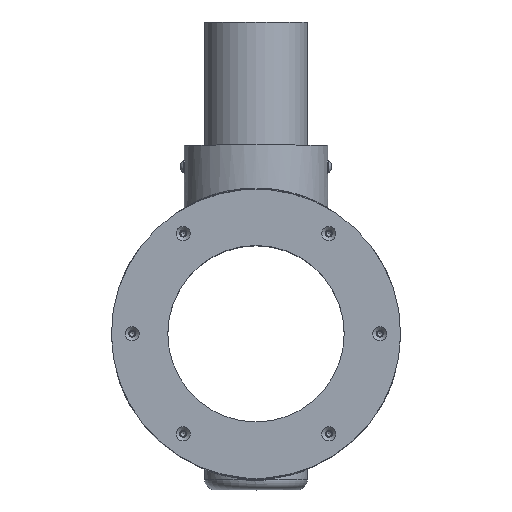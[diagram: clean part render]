
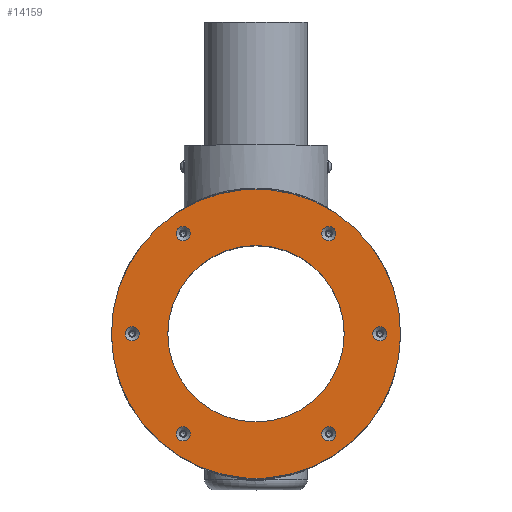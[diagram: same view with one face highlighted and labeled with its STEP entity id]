
A CAD part, top view. The second image highlights one B-rep face of the part: STEP entity #14159.
In plain terms, the highlighted planar face has unit normal (0, 0, 1).
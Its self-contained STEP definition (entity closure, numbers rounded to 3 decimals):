
#124 = DIRECTION ( 'NONE',  ( 0., 0., 1. ) ) ;
#213 = CARTESIAN_POINT ( 'NONE',  ( 87.039, 164.185, 189.456 ) ) ;
#992 = CIRCLE ( 'NONE', #4448, 3.47 ) ;
#1217 = EDGE_CURVE ( 'NONE', #12519, #12519, #16345, .T. ) ;
#1743 = EDGE_CURVE ( 'NONE', #13172, #13172, #19623, .T. ) ;
#1755 = DIRECTION ( 'NONE',  ( 0., 0., 1. ) ) ;
#1923 = CARTESIAN_POINT ( 'NONE',  ( 51.566, 44.861, 189.456 ) ) ;
#2251 = VERTEX_POINT ( 'NONE', #23836 ) ;
#2789 = ORIENTED_EDGE ( 'NONE', *, *, #28441, .F. ) ;
#2795 = CARTESIAN_POINT ( 'NONE',  ( 87.039, 93.685, 189.456 ) ) ;
#3184 = DIRECTION ( 'NONE',  ( 1., 0., 0. ) ) ;
#3441 = EDGE_CURVE ( 'NONE', #25588, #8762, #6787, .T. ) ;
#3662 = CARTESIAN_POINT ( 'NONE',  ( 87.039, 158.245, 189.456 ) ) ;
#3957 = AXIS2_PLACEMENT_3D ( 'NONE', #33144, #19452, #30441 ) ;
#4028 = FACE_BOUND ( 'NONE', #34986, .T. ) ;
#4445 = VERTEX_POINT ( 'NONE', #15799 ) ;
#4448 = AXIS2_PLACEMENT_3D ( 'NONE', #13270, #22021, #10752 ) ;
#4569 = CIRCLE ( 'NONE', #5142, 70.5 ) ;
#5142 = AXIS2_PLACEMENT_3D ( 'NONE', #6235, #26004, #34293 ) ;
#5337 = DIRECTION ( 'NONE',  ( 1., 0., 0. ) ) ;
#5466 = DIRECTION ( 'NONE',  ( 0., 0., -1. ) ) ;
#6235 = CARTESIAN_POINT ( 'NONE',  ( 87.039, 93.685, 189.456 ) ) ;
#6260 = CARTESIAN_POINT ( 'NONE',  ( 147.389, 93.685, 189.456 ) ) ;
#6740 = FACE_BOUND ( 'NONE', #15382, .T. ) ;
#6751 = ORIENTED_EDGE ( 'NONE', *, *, #1743, .F. ) ;
#6787 = CIRCLE ( 'NONE', #7949, 70.5 ) ;
#6999 = CIRCLE ( 'NONE', #16888, 43. ) ;
#7045 = DIRECTION ( 'NONE',  ( 0., 0., -1. ) ) ;
#7403 = CARTESIAN_POINT ( 'NONE',  ( 92.934, 163.938, 189.456 ) ) ;
#7524 = CARTESIAN_POINT ( 'NONE',  ( 55.036, 44.861, 189.456 ) ) ;
#7643 = AXIS2_PLACEMENT_3D ( 'NONE', #6260, #14633, #3184 ) ;
#7916 = CARTESIAN_POINT ( 'NONE',  ( 125.981, 142.509, 189.456 ) ) ;
#7949 = AXIS2_PLACEMENT_3D ( 'NONE', #32983, #5466, #25045 ) ;
#8012 = ORIENTED_EDGE ( 'NONE', *, *, #11940, .F. ) ;
#8761 = EDGE_LOOP ( 'NONE', ( #32172 ) ) ;
#8762 = VERTEX_POINT ( 'NONE', #31164 ) ;
#8969 = CARTESIAN_POINT ( 'NONE',  ( 87.039, 93.685, 189.456 ) ) ;
#9116 = FACE_BOUND ( 'NONE', #8761, .T. ) ;
#9561 = VERTEX_POINT ( 'NONE', #12088 ) ;
#10393 = CARTESIAN_POINT ( 'NONE',  ( 87.039, 23.185, 189.456 ) ) ;
#10399 = AXIS2_PLACEMENT_3D ( 'NONE', #8969, #20070, #14606 ) ;
#10752 = DIRECTION ( 'NONE',  ( 1., 0., 0. ) ) ;
#10847 = AXIS2_PLACEMENT_3D ( 'NONE', #27122, #24427, #15554 ) ;
#11529 = ORIENTED_EDGE ( 'NONE', *, *, #1217, .F. ) ;
#11896 = ORIENTED_EDGE ( 'NONE', *, *, #19502, .F. ) ;
#11940 = EDGE_CURVE ( 'NONE', #32887, #32887, #992, .T. ) ;
#12088 = CARTESIAN_POINT ( 'NONE',  ( 44.039, 93.685, 189.456 ) ) ;
#12122 = VERTEX_POINT ( 'NONE', #213 ) ;
#12471 = AXIS2_PLACEMENT_3D ( 'NONE', #1923, #1755, #20837 ) ;
#12519 = VERTEX_POINT ( 'NONE', #23577 ) ;
#13172 = VERTEX_POINT ( 'NONE', #27127 ) ;
#13237 = DIRECTION ( 'NONE',  ( 0., 0., 1. ) ) ;
#13270 = CARTESIAN_POINT ( 'NONE',  ( 122.511, 142.509, 189.456 ) ) ;
#14159 = ADVANCED_FACE ( 'NONE', ( #6740, #17312, #4028, #34075, #28140, #25423, #9116, #25608 ), #34251, .F. ) ;
#14606 = DIRECTION ( 'NONE',  ( 1., 0., 0. ) ) ;
#14633 = DIRECTION ( 'NONE',  ( 0., 0., 1. ) ) ;
#15174 = EDGE_CURVE ( 'NONE', #8762, #12122, #33193, .T. ) ;
#15382 = EDGE_LOOP ( 'NONE', ( #20220 ) ) ;
#15523 = CARTESIAN_POINT ( 'NONE',  ( 82.049, 23.362, 189.456 ) ) ;
#15554 = DIRECTION ( 'NONE',  ( 1., 0., 0. ) ) ;
#15799 = CARTESIAN_POINT ( 'NONE',  ( 92.028, 23.362, 189.456 ) ) ;
#16105 = VERTEX_POINT ( 'NONE', #7403 ) ;
#16345 = CIRCLE ( 'NONE', #7643, 3.47 ) ;
#16449 = CIRCLE ( 'NONE', #25700, 3.47 ) ;
#16803 = DIRECTION ( 'NONE',  ( 0., 0., -1. ) ) ;
#16888 = AXIS2_PLACEMENT_3D ( 'NONE', #33262, #124, #19043 ) ;
#17102 = EDGE_LOOP ( 'NONE', ( #28052 ) ) ;
#17312 = FACE_BOUND ( 'NONE', #26882, .T. ) ;
#18980 = CARTESIAN_POINT ( 'NONE',  ( 30.159, 93.685, 189.456 ) ) ;
#19043 = DIRECTION ( 'NONE',  ( -1., 0., 0. ) ) ;
#19452 = DIRECTION ( 'NONE',  ( 0., 0., 1. ) ) ;
#19484 = AXIS2_PLACEMENT_3D ( 'NONE', #3662, #28859, #23077 ) ;
#19502 = EDGE_CURVE ( 'NONE', #9561, #9561, #6999, .T. ) ;
#19537 = DIRECTION ( 'NONE',  ( 1., 0., 0. ) ) ;
#19623 = CIRCLE ( 'NONE', #3957, 3.47 ) ;
#20070 = DIRECTION ( 'NONE',  ( 0., 0., -1. ) ) ;
#20160 = EDGE_CURVE ( 'NONE', #16105, #4445, #20921, .T. ) ;
#20220 = ORIENTED_EDGE ( 'NONE', *, *, #27288, .F. ) ;
#20837 = DIRECTION ( 'NONE',  ( 1., 0., 0. ) ) ;
#20921 = CIRCLE ( 'NONE', #30680, 70.5 ) ;
#21815 = DIRECTION ( 'NONE',  ( 1., 0., 0. ) ) ;
#22021 = DIRECTION ( 'NONE',  ( 0., 0., 1. ) ) ;
#23077 = DIRECTION ( 'NONE',  ( -1., 0., 0. ) ) ;
#23577 = CARTESIAN_POINT ( 'NONE',  ( 150.859, 93.685, 189.456 ) ) ;
#23836 = CARTESIAN_POINT ( 'NONE',  ( 125.981, 44.861, 189.456 ) ) ;
#23902 = DIRECTION ( 'NONE',  ( 1., 0., 0. ) ) ;
#24247 = CIRCLE ( 'NONE', #34063, 70.5 ) ;
#24393 = VERTEX_POINT ( 'NONE', #18980 ) ;
#24427 = DIRECTION ( 'NONE',  ( 0., 0., 1. ) ) ;
#24582 = EDGE_CURVE ( 'NONE', #29779, #29779, #26927, .T. ) ;
#24612 = EDGE_LOOP ( 'NONE', ( #11896 ) ) ;
#25045 = DIRECTION ( 'NONE',  ( 1., 0., 0. ) ) ;
#25423 = FACE_BOUND ( 'NONE', #28964, .T. ) ;
#25588 = VERTEX_POINT ( 'NONE', #15523 ) ;
#25608 = FACE_BOUND ( 'NONE', #17102, .T. ) ;
#25700 = AXIS2_PLACEMENT_3D ( 'NONE', #32950, #13237, #21815 ) ;
#25888 = CIRCLE ( 'NONE', #10847, 3.47 ) ;
#26004 = DIRECTION ( 'NONE',  ( 0., 0., -1. ) ) ;
#26151 = ORIENTED_EDGE ( 'NONE', *, *, #20160, .F. ) ;
#26882 = EDGE_LOOP ( 'NONE', ( #8012 ) ) ;
#26927 = CIRCLE ( 'NONE', #12471, 3.47 ) ;
#27122 = CARTESIAN_POINT ( 'NONE',  ( 122.511, 44.861, 189.456 ) ) ;
#27127 = CARTESIAN_POINT ( 'NONE',  ( 55.036, 142.509, 189.456 ) ) ;
#27288 = EDGE_CURVE ( 'NONE', #2251, #2251, #25888, .T. ) ;
#27941 = EDGE_LOOP ( 'NONE', ( #32197, #34829, #32085, #31110, #2789, #26151 ) ) ;
#28041 = AXIS2_PLACEMENT_3D ( 'NONE', #28986, #7045, #23902 ) ;
#28052 = ORIENTED_EDGE ( 'NONE', *, *, #34554, .F. ) ;
#28140 = FACE_OUTER_BOUND ( 'NONE', #27941, .T. ) ;
#28441 = EDGE_CURVE ( 'NONE', #4445, #30855, #24247, .T. ) ;
#28859 = DIRECTION ( 'NONE',  ( 0., 0., -1. ) ) ;
#28964 = EDGE_LOOP ( 'NONE', ( #11529 ) ) ;
#28986 = CARTESIAN_POINT ( 'NONE',  ( 87.039, 93.685, 189.456 ) ) ;
#29779 = VERTEX_POINT ( 'NONE', #7524 ) ;
#29807 = DIRECTION ( 'NONE',  ( 0., 0., -1. ) ) ;
#30441 = DIRECTION ( 'NONE',  ( 1., 0., 0. ) ) ;
#30680 = AXIS2_PLACEMENT_3D ( 'NONE', #35405, #29807, #19537 ) ;
#30762 = EDGE_CURVE ( 'NONE', #12122, #16105, #31760, .T. ) ;
#30780 = EDGE_CURVE ( 'NONE', #30855, #25588, #4569, .T. ) ;
#30855 = VERTEX_POINT ( 'NONE', #10393 ) ;
#31110 = ORIENTED_EDGE ( 'NONE', *, *, #30780, .F. ) ;
#31164 = CARTESIAN_POINT ( 'NONE',  ( 81.143, 163.938, 189.456 ) ) ;
#31760 = CIRCLE ( 'NONE', #10399, 70.5 ) ;
#32085 = ORIENTED_EDGE ( 'NONE', *, *, #3441, .F. ) ;
#32172 = ORIENTED_EDGE ( 'NONE', *, *, #24582, .F. ) ;
#32197 = ORIENTED_EDGE ( 'NONE', *, *, #30762, .F. ) ;
#32887 = VERTEX_POINT ( 'NONE', #7916 ) ;
#32950 = CARTESIAN_POINT ( 'NONE',  ( 26.689, 93.685, 189.456 ) ) ;
#32983 = CARTESIAN_POINT ( 'NONE',  ( 87.039, 93.685, 189.456 ) ) ;
#33144 = CARTESIAN_POINT ( 'NONE',  ( 51.566, 142.509, 189.456 ) ) ;
#33193 = CIRCLE ( 'NONE', #28041, 70.5 ) ;
#33262 = CARTESIAN_POINT ( 'NONE',  ( 87.039, 93.685, 189.456 ) ) ;
#34063 = AXIS2_PLACEMENT_3D ( 'NONE', #2795, #16803, #5337 ) ;
#34075 = FACE_BOUND ( 'NONE', #24612, .T. ) ;
#34251 = PLANE ( 'NONE',  #19484 ) ;
#34293 = DIRECTION ( 'NONE',  ( 1., 0., 0. ) ) ;
#34554 = EDGE_CURVE ( 'NONE', #24393, #24393, #16449, .T. ) ;
#34829 = ORIENTED_EDGE ( 'NONE', *, *, #15174, .F. ) ;
#34986 = EDGE_LOOP ( 'NONE', ( #6751 ) ) ;
#35405 = CARTESIAN_POINT ( 'NONE',  ( 87.039, 93.685, 189.456 ) ) ;
